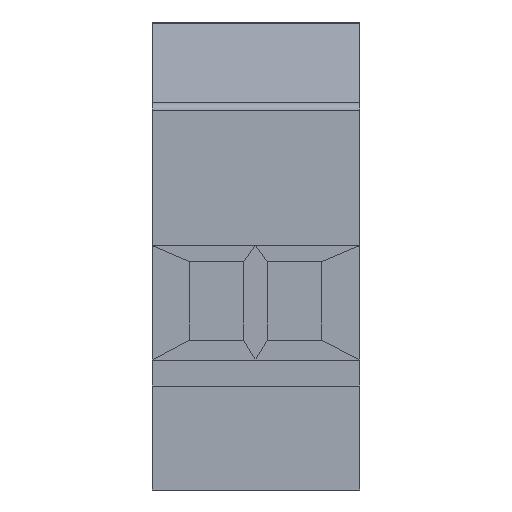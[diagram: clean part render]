
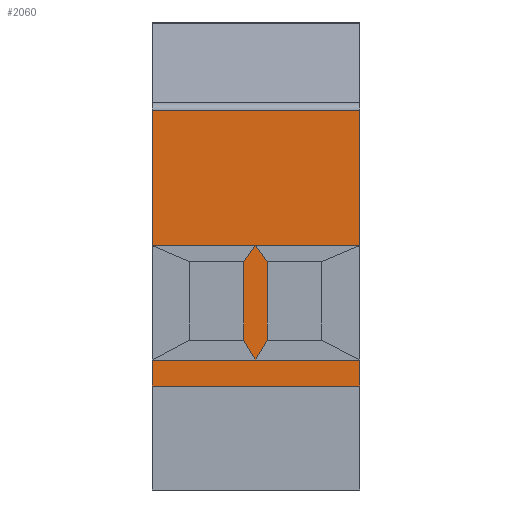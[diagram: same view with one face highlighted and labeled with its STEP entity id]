
A CAD part, left-side view. The second image highlights one B-rep face of the part: STEP entity #2060.
In plain terms, the highlighted planar face has unit normal (-1, 0, 0).
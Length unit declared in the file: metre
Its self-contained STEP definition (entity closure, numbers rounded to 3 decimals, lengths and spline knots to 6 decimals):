
#57=FACE_OUTER_BOUND('',#169,.T.);
#169=EDGE_LOOP('',(#1275,#1276,#1277,#1278,#1279,#1280,#1281,#1282,#1283,
#1284,#1285,#1286,#1287,#1288,#1289,#1290));
#285=LINE('',#2850,#547);
#286=LINE('',#2852,#548);
#287=LINE('',#2854,#549);
#288=LINE('',#2856,#550);
#289=LINE('',#2858,#551);
#290=LINE('',#2860,#552);
#291=LINE('',#2862,#553);
#292=LINE('',#2864,#554);
#293=LINE('',#2866,#555);
#294=LINE('',#2868,#556);
#295=LINE('',#2870,#557);
#296=LINE('',#2872,#558);
#297=LINE('',#2874,#559);
#298=LINE('',#2876,#560);
#299=LINE('',#2878,#561);
#300=LINE('',#2879,#562);
#547=VECTOR('',#2314,0.003014);
#548=VECTOR('',#2315,0.000883);
#549=VECTOR('',#2316,0.003969);
#550=VECTOR('',#2317,0.001);
#551=VECTOR('',#2318,0.008);
#552=VECTOR('',#2319,0.001);
#553=VECTOR('',#2320,0.004021);
#554=VECTOR('',#2321,0.000889);
#555=VECTOR('',#2322,0.003014);
#556=VECTOR('',#2323,0.000766);
#557=VECTOR('',#2324,0.004021);
#558=VECTOR('',#2325,0.005196);
#559=VECTOR('',#2326,0.008);
#560=VECTOR('',#2327,0.005196);
#561=VECTOR('',#2328,0.003969);
#562=VECTOR('',#2329,0.000761);
#809=VERTEX_POINT('',#2848);
#810=VERTEX_POINT('',#2849);
#811=VERTEX_POINT('',#2851);
#812=VERTEX_POINT('',#2853);
#813=VERTEX_POINT('',#2855);
#814=VERTEX_POINT('',#2857);
#815=VERTEX_POINT('',#2859);
#816=VERTEX_POINT('',#2861);
#817=VERTEX_POINT('',#2863);
#818=VERTEX_POINT('',#2865);
#819=VERTEX_POINT('',#2867);
#820=VERTEX_POINT('',#2869);
#821=VERTEX_POINT('',#2871);
#822=VERTEX_POINT('',#2873);
#823=VERTEX_POINT('',#2875);
#824=VERTEX_POINT('',#2877);
#989=EDGE_CURVE('',#809,#810,#285,.T.);
#990=EDGE_CURVE('',#811,#809,#286,.T.);
#991=EDGE_CURVE('',#812,#811,#287,.T.);
#992=EDGE_CURVE('',#813,#812,#288,.T.);
#993=EDGE_CURVE('',#813,#814,#289,.T.);
#994=EDGE_CURVE('',#814,#815,#290,.T.);
#995=EDGE_CURVE('',#815,#816,#291,.T.);
#996=EDGE_CURVE('',#816,#817,#292,.T.);
#997=EDGE_CURVE('',#818,#817,#293,.T.);
#998=EDGE_CURVE('',#818,#819,#294,.T.);
#999=EDGE_CURVE('',#819,#820,#295,.T.);
#1000=EDGE_CURVE('',#820,#821,#296,.T.);
#1001=EDGE_CURVE('',#822,#821,#297,.T.);
#1002=EDGE_CURVE('',#823,#822,#298,.T.);
#1003=EDGE_CURVE('',#823,#824,#299,.T.);
#1004=EDGE_CURVE('',#824,#810,#300,.T.);
#1275=ORIENTED_EDGE('',*,*,#989,.F.);
#1276=ORIENTED_EDGE('',*,*,#990,.F.);
#1277=ORIENTED_EDGE('',*,*,#991,.F.);
#1278=ORIENTED_EDGE('',*,*,#992,.F.);
#1279=ORIENTED_EDGE('',*,*,#993,.T.);
#1280=ORIENTED_EDGE('',*,*,#994,.T.);
#1281=ORIENTED_EDGE('',*,*,#995,.T.);
#1282=ORIENTED_EDGE('',*,*,#996,.T.);
#1283=ORIENTED_EDGE('',*,*,#997,.F.);
#1284=ORIENTED_EDGE('',*,*,#998,.T.);
#1285=ORIENTED_EDGE('',*,*,#999,.T.);
#1286=ORIENTED_EDGE('',*,*,#1000,.T.);
#1287=ORIENTED_EDGE('',*,*,#1001,.F.);
#1288=ORIENTED_EDGE('',*,*,#1002,.F.);
#1289=ORIENTED_EDGE('',*,*,#1003,.T.);
#1290=ORIENTED_EDGE('',*,*,#1004,.T.);
#1847=PLANE('',#2174);
#2060=ADVANCED_FACE('',(#57),#1847,.F.);
#2174=AXIS2_PLACEMENT_3D('',#2847,#2312,#2313);
#2312=DIRECTION('center_axis',(1.,0.,0.));
#2313=DIRECTION('ref_axis',(0.,0.,-1.));
#2314=DIRECTION('',(0.,0.,1.));
#2315=DIRECTION('',(0.,0.497,0.867));
#2316=DIRECTION('',(0.,-1.,0.));
#2317=DIRECTION('',(0.,0.,1.));
#2318=DIRECTION('',(0.,-1.,0.));
#2319=DIRECTION('',(0.,0.,1.));
#2320=DIRECTION('',(0.,1.,0.));
#2321=DIRECTION('',(0.,-0.507,0.862));
#2322=DIRECTION('',(0.,0.,-1.));
#2323=DIRECTION('',(0.,0.588,0.809));
#2324=DIRECTION('',(0.,-1.,0.));
#2325=DIRECTION('',(0.,0.,1.));
#2326=DIRECTION('',(0.,-1.,0.));
#2327=DIRECTION('',(0.,0.,1.));
#2328=DIRECTION('',(0.,-1.,0.));
#2329=DIRECTION('',(0.,0.579,-0.815));
#2847=CARTESIAN_POINT('Origin',(-0.01325,0.008,0.004013));
#2848=CARTESIAN_POINT('',(-0.01325,0.00447,0.00578));
#2849=CARTESIAN_POINT('',(-0.01325,0.004471,0.008793));
#2850=CARTESIAN_POINT('',(-0.01325,0.00447,0.00578));
#2851=CARTESIAN_POINT('',(-0.01325,0.004031,0.005013));
#2852=CARTESIAN_POINT('',(-0.01325,0.004031,0.005013));
#2853=CARTESIAN_POINT('',(-0.01325,0.008,0.005013));
#2854=CARTESIAN_POINT('',(-0.01325,0.008,0.005013));
#2855=CARTESIAN_POINT('',(-0.01325,0.008,0.004013));
#2856=CARTESIAN_POINT('',(-0.01325,0.008,0.004013));
#2857=CARTESIAN_POINT('',(-0.01325,0.,0.004013));
#2858=CARTESIAN_POINT('',(-0.01325,0.008,0.004013));
#2859=CARTESIAN_POINT('',(-0.01325,0.,0.005013));
#2860=CARTESIAN_POINT('',(-0.01325,0.,0.004013));
#2861=CARTESIAN_POINT('',(-0.01325,0.004021,0.005013));
#2862=CARTESIAN_POINT('',(-0.01325,0.,0.005013));
#2863=CARTESIAN_POINT('',(-0.01325,0.00357,0.00578));
#2864=CARTESIAN_POINT('',(-0.01325,0.004021,0.005013));
#2865=CARTESIAN_POINT('',(-0.01325,0.00357,0.008793));
#2866=CARTESIAN_POINT('',(-0.01325,0.00357,0.008793));
#2867=CARTESIAN_POINT('',(-0.01325,0.004021,0.009413));
#2868=CARTESIAN_POINT('',(-0.01325,0.00357,0.008793));
#2869=CARTESIAN_POINT('',(-0.01325,0.,0.009413));
#2870=CARTESIAN_POINT('',(-0.01325,0.004021,0.009413));
#2871=CARTESIAN_POINT('',(-0.01325,0.,0.014609));
#2872=CARTESIAN_POINT('',(-0.01325,0.,0.009413));
#2873=CARTESIAN_POINT('',(-0.01325,0.008,0.014609));
#2874=CARTESIAN_POINT('',(-0.01325,0.008,0.014609));
#2875=CARTESIAN_POINT('',(-0.01325,0.008,0.009413));
#2876=CARTESIAN_POINT('',(-0.01325,0.008,0.009413));
#2877=CARTESIAN_POINT('',(-0.01325,0.004031,0.009413));
#2878=CARTESIAN_POINT('',(-0.01325,0.008,0.009413));
#2879=CARTESIAN_POINT('',(-0.01325,0.004031,0.009413));
